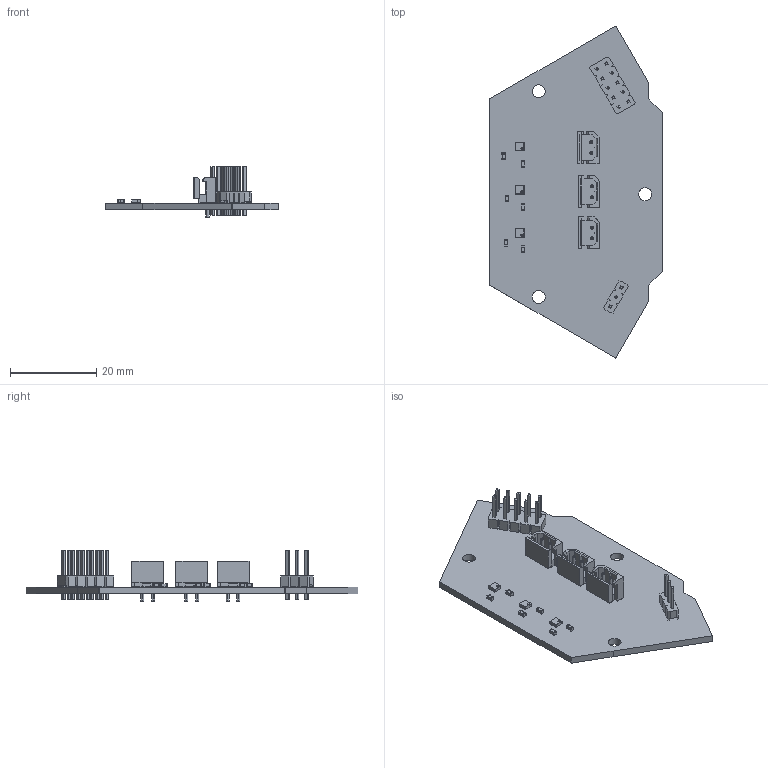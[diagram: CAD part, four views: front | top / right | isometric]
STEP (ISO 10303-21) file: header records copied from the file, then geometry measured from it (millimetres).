
FILE_DESCRIPTION(('Open CASCADE Model'),'2;1');
FILE_NAME('Open CASCADE Shape Model','2018-09-16T12:25:56',('Author'),( 'Open CASCADE'),'Open CASCADE STEP processor 6.8','Open CASCADE 6.8' ,'Unknown');
FILE_SCHEMA(('AUTOMOTIVE_DESIGN { 1 0 10303 214 1 1 1 1 }'));
Length unit declared in the file: millimetre
Products named in the file (23): PCB; Board; C1; User_Library-cap_0603-1; C2; C3; C4; C5; C6; J1; 61300311121; 6130xx11121_PIN; J2; 61301021121; 6130xx21121_PIN; U1; User_Library-SON8-2x2mm-1; U2; U3; Free-Models; User_Library-Molex_22-03-5025
Assembly tree (42 placements, depth 4):
  PCB
    Board
    C1
      User_Library-cap_0603-1
    C2
      User_Library-cap_0603-1
    C3
      User_Library-cap_0603-1
    C4
      User_Library-cap_0603-1
    C5
      User_Library-cap_0603-1
    C6
      User_Library-cap_0603-1
    J1
      61300311121
        61300311121
        6130xx11121_PIN  x3
    J2
      61301021121
        6130xx21121_PIN  x10
        61301021121
    U1
      User_Library-SON8-2x2mm-1
    U2
      User_Library-SON8-2x2mm-1
    U3
      User_Library-SON8-2x2mm-1
    Free-Models
      User_Library-Molex_22-03-5025  x3
Bounding box: 40.13 x 76.88 x 12.02 mm (x, y, z)
Volume: 4320 mm3; surface area: 6912.8 mm2
Topology: 55 solids, 55 shells, 1210 faces, 2920 edges, 1772 vertices
Faces by surface type: plane 886, cylinder 222, sphere 72, revolution 30
Full cylindrical faces by diameter (mm): 1.016 x6, 1.1 x13, 3 x3
Entity records: 15718 total; most frequent: CARTESIAN_POINT 2443, DIRECTION 2290, ORIENTED_EDGE 2288, EDGE_CURVE 1144, LINE 974, VECTOR 974, VERTEX_POINT 736, AXIS2_PLACEMENT_3D 653
